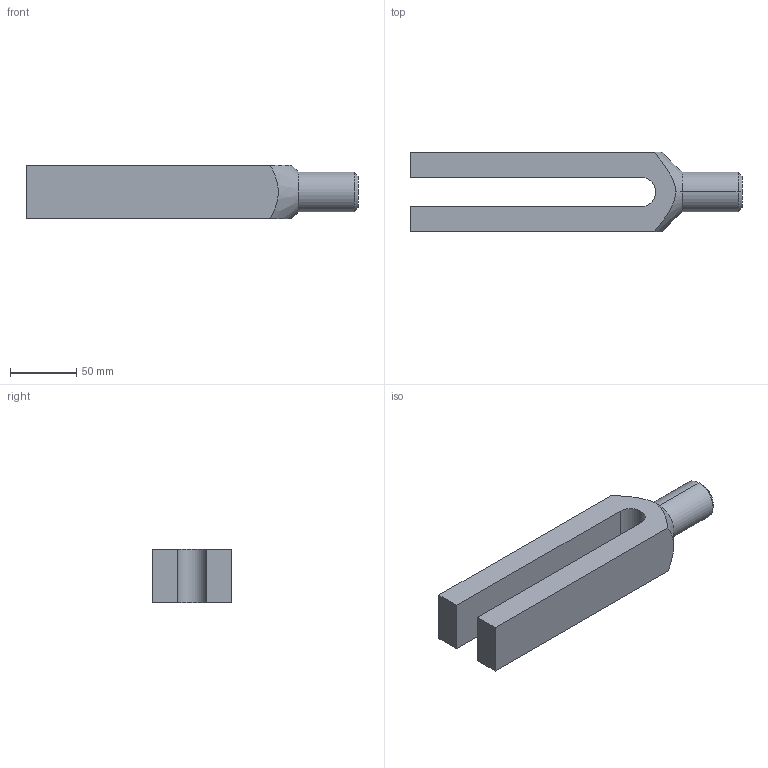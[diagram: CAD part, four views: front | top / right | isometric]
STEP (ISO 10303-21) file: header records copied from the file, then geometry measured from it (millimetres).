
FILE_DESCRIPTION (( 'STEP AP203' ), '1' );
FILE_NAME ('bj150-20250.STEP', '2021-10-24T23:46:16', ( '' ), ( '' ), 'SwSTEP 2.0', 'SolidWorks 2020', '' );
FILE_SCHEMA (( 'CONFIG_CONTROL_DESIGN' ));
Length unit declared in the file: millimetre
Products named in the file (1): bj150-20250
Bounding box: 250 x 60 x 40 mm (x, y, z)
Volume: 348686.9 mm3; surface area: 54264.7 mm2
Topology: 1 solids, 1 shells, 16 faces, 38 edges, 24 vertices
Faces by surface type: plane 9, cone 4, cylinder 3
Entity records: 645 total; most frequent: CARTESIAN_POINT 201, ORIENTED_EDGE 76, DIRECTION 74, EDGE_CURVE 38, AXIS2_PLACEMENT_3D 25, VERTEX_POINT 24, VECTOR 24, LINE 24
